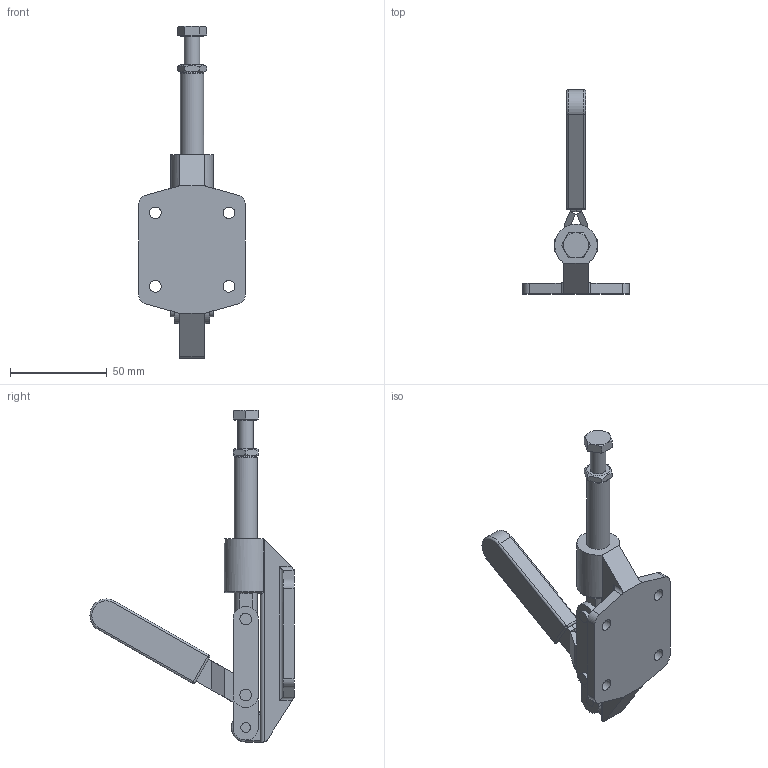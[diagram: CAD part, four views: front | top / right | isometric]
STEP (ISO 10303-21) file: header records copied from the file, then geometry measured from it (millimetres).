
FILE_DESCRIPTION(/* description */ (''),/* implementation_level */ '2;1');
FILE_NAME(/* name */ 'CP30 .stp',/* time_stamp */ '2018-05-21T16:15:23+01:00',/* author */ ('carl'),/* organization */ (''),/* preprocessor_version */ 'ST-DEVELOPER v16.13',/* originating_system */ 'Autodesk Inventor 2018',/* authorisation */ '');
FILE_SCHEMA (('AUTOMOTIVE_DESIGN { 1 0 10303 214 3 1 1 }'));
Length unit declared in the file: millimetre
Products named in the file (10): CP30 ; CP30 _1; CP30 _1_1; CP30 _2; CP30 _3; CP30 _4; CP30 _5; CP30 _6; CP30 _7; CP30 _8
Assembly tree (9 placements, depth 2):
  CP30 
    CP30 _1
    CP30 _1_1
    CP30 _2
    CP30 _3
    CP30 _4
    CP30 _5
    CP30 _6
    CP30 _7
    CP30 _8
Bounding box: 55 x 105.5 x 171.5 mm (x, y, z)
Volume: 76791.6 mm3; surface area: 34430.3 mm2
Topology: 11 solids, 11 shells, 194 faces, 445 edges, 282 vertices
Faces by surface type: plane 94, cylinder 65, cone 20, torus 9, sphere 4, bspline 2
Full cylindrical faces by diameter (mm): 5 x11, 5.2 x1, 6 x8, 6.647 x2, 8 x1, 11.63 x1, 12 x3
Entity records: 7906 total; most frequent: CARTESIAN_POINT 3263, DIRECTION 954, ORIENTED_EDGE 794, EDGE_CURVE 395, AXIS2_PLACEMENT_3D 384, EDGE_LOOP 272, VERTEX_POINT 271, FACE_OUTER_BOUND 194
